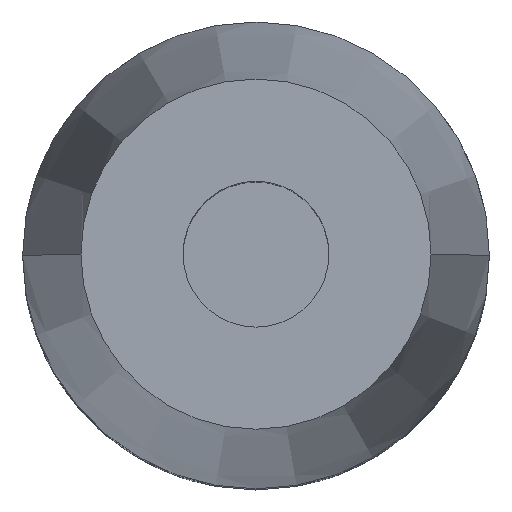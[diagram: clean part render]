
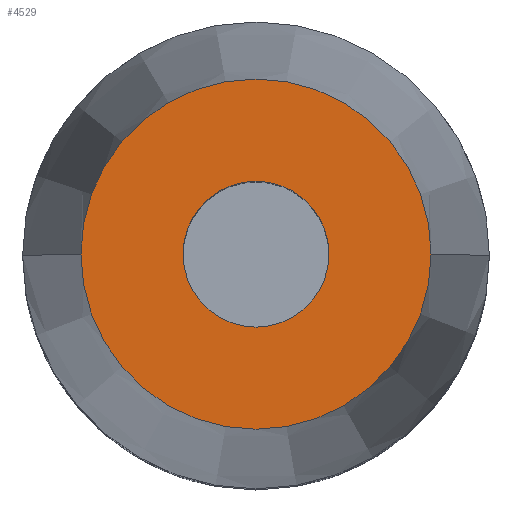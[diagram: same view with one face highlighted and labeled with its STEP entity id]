
A CAD part, top view. The second image highlights one B-rep face of the part: STEP entity #4529.
In plain terms, the highlighted planar face has unit normal (0, 0, 1).
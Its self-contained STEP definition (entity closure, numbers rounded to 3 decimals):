
#15 = VERTEX_POINT ( 'NONE', #84 ) ;
#17 = CARTESIAN_POINT ( 'NONE',  ( 0., 0., 95. ) ) ;
#78 = DIRECTION ( 'NONE',  ( 0., 0., -1. ) ) ;
#80 = EDGE_LOOP ( 'NONE', ( #2732, #192 ) ) ;
#84 = CARTESIAN_POINT ( 'NONE',  ( 5., 0., 95. ) ) ;
#179 = FACE_OUTER_BOUND ( 'NONE', #80, .T. ) ;
#192 = ORIENTED_EDGE ( 'NONE', *, *, #2199, .F. ) ;
#268 = CIRCLE ( 'NONE', #1655, 12. ) ;
#285 = FACE_BOUND ( 'NONE', #1456, .T. ) ;
#754 = DIRECTION ( 'NONE',  ( 0., 0., -1. ) ) ;
#1050 = DIRECTION ( 'NONE',  ( 0., 0., 1. ) ) ;
#1123 = CIRCLE ( 'NONE', #2829, 5. ) ;
#1339 = CIRCLE ( 'NONE', #4633, 12. ) ;
#1456 = EDGE_LOOP ( 'NONE', ( #4075, #3731 ) ) ;
#1463 = AXIS2_PLACEMENT_3D ( 'NONE', #1517, #4044, #1884 ) ;
#1517 = CARTESIAN_POINT ( 'NONE',  ( 0., 0., 95. ) ) ;
#1655 = AXIS2_PLACEMENT_3D ( 'NONE', #2289, #2269, #2033 ) ;
#1809 = VERTEX_POINT ( 'NONE', #4343 ) ;
#1884 = DIRECTION ( 'NONE',  ( -1., 0., 0. ) ) ;
#2033 = DIRECTION ( 'NONE',  ( -1., 0., 0. ) ) ;
#2081 = EDGE_CURVE ( 'NONE', #1809, #3236, #1339, .T. ) ;
#2101 = AXIS2_PLACEMENT_3D ( 'NONE', #3207, #1050, #3578 ) ;
#2128 = CIRCLE ( 'NONE', #1463, 5. ) ;
#2199 = EDGE_CURVE ( 'NONE', #3236, #1809, #268, .T. ) ;
#2244 = CARTESIAN_POINT ( 'NONE',  ( 0., 0., 95. ) ) ;
#2269 = DIRECTION ( 'NONE',  ( 0., 0., -1. ) ) ;
#2289 = CARTESIAN_POINT ( 'NONE',  ( 0., 0., 95. ) ) ;
#2606 = DIRECTION ( 'NONE',  ( -1., 0., 0. ) ) ;
#2732 = ORIENTED_EDGE ( 'NONE', *, *, #2081, .F. ) ;
#2829 = AXIS2_PLACEMENT_3D ( 'NONE', #2244, #78, #2606 ) ;
#2868 = PLANE ( 'NONE',  #2101 ) ;
#3207 = CARTESIAN_POINT ( 'NONE',  ( 0., 12., 95. ) ) ;
#3236 = VERTEX_POINT ( 'NONE', #3439 ) ;
#3439 = CARTESIAN_POINT ( 'NONE',  ( 12., 0., 95. ) ) ;
#3578 = DIRECTION ( 'NONE',  ( 1., 0., 0. ) ) ;
#3667 = DIRECTION ( 'NONE',  ( -1., 0., 0. ) ) ;
#3694 = VERTEX_POINT ( 'NONE', #4332 ) ;
#3731 = ORIENTED_EDGE ( 'NONE', *, *, #4675, .T. ) ;
#4044 = DIRECTION ( 'NONE',  ( 0., 0., -1. ) ) ;
#4075 = ORIENTED_EDGE ( 'NONE', *, *, #4128, .T. ) ;
#4128 = EDGE_CURVE ( 'NONE', #3694, #15, #2128, .T. ) ;
#4332 = CARTESIAN_POINT ( 'NONE',  ( -5., 0., 95. ) ) ;
#4343 = CARTESIAN_POINT ( 'NONE',  ( -12., 0., 95. ) ) ;
#4529 = ADVANCED_FACE ( 'NONE', ( #285, #179 ), #2868, .T. ) ;
#4633 = AXIS2_PLACEMENT_3D ( 'NONE', #17, #754, #3667 ) ;
#4675 = EDGE_CURVE ( 'NONE', #15, #3694, #1123, .T. ) ;
